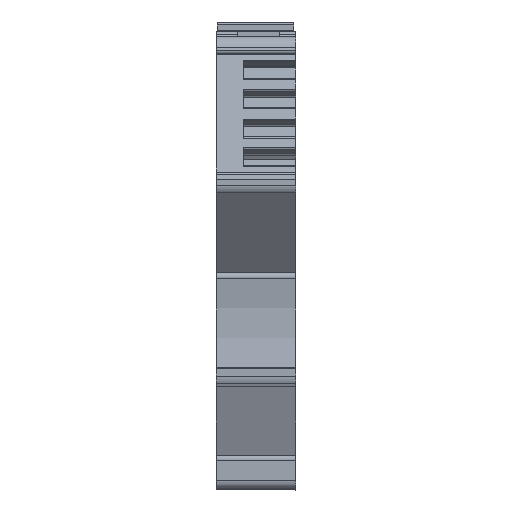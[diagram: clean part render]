
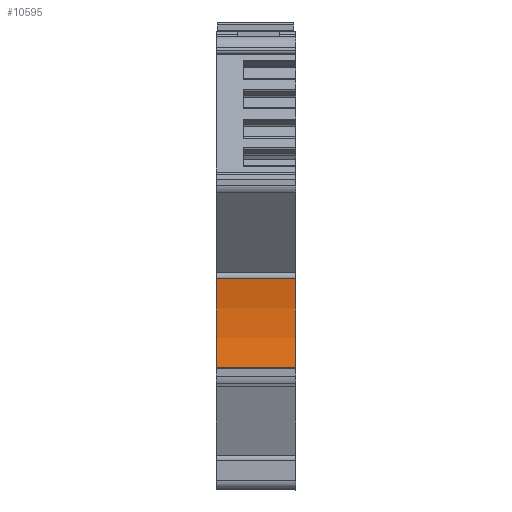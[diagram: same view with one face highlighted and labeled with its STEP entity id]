
A CAD part, front view. The second image highlights one B-rep face of the part: STEP entity #10595.
In plain terms, the highlighted cylindrical face has radius 20 mm (diameter 40 mm), a partial arc.
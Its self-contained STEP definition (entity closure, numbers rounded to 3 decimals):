
#5083=AXIS2_PLACEMENT_3D('Circle Axis2P3D',#5081,#5082,$) ;
#10575=AXIS2_PLACEMENT_3D('Cylinder Axis2P3D',#10572,#10573,#10574) ;
#10579=AXIS2_PLACEMENT_3D('Circle Axis2P3D',#10577,#10578,$) ;
#5078=CARTESIAN_POINT('Vertex',(0.,1.62,12.482)) ;
#5081=CARTESIAN_POINT('Axis2P3D Location',(0.,-17.665,17.782)) ;
#5085=CARTESIAN_POINT('Vertex',(0.,1.973,21.571)) ;
#10557=CARTESIAN_POINT('Vertex',(8.1,1.62,12.482)) ;
#10560=CARTESIAN_POINT('Line Origine',(4.05,1.62,12.482)) ;
#10572=CARTESIAN_POINT('Axis2P3D Location',(4.05,-17.665,17.782)) ;
#10577=CARTESIAN_POINT('Axis2P3D Location',(8.1,-17.665,17.782)) ;
#10581=CARTESIAN_POINT('Vertex',(8.1,1.973,21.571)) ;
#10584=CARTESIAN_POINT('Line Origine',(4.05,1.973,21.571)) ;
#5082=DIRECTION('Axis2P3D Direction',(-1.,0.,0.)) ;
#10561=DIRECTION('Vector Direction',(-1.,0.,0.)) ;
#10573=DIRECTION('Axis2P3D Direction',(-1.,0.,0.)) ;
#10574=DIRECTION('Axis2P3D XDirection',(0.,0.982,0.189)) ;
#10578=DIRECTION('Axis2P3D Direction',(-1.,0.,0.)) ;
#10585=DIRECTION('Vector Direction',(-1.,0.,0.)) ;
#10562=VECTOR('Line Direction',#10561,1.) ;
#10586=VECTOR('Line Direction',#10585,1.) ;
#10590=ORIENTED_EDGE('',*,*,#10564,.F.) ;
#10591=ORIENTED_EDGE('',*,*,#10583,.T.) ;
#10592=ORIENTED_EDGE('',*,*,#10588,.T.) ;
#10593=ORIENTED_EDGE('',*,*,#5087,.F.) ;
#10595=ADVANCED_FACE('KLTR ZTL6.1\\K\X2\00F6\X0\rper.2 ( *SOL1 - wsp *MASTER -  )',(#10594),#10576,.F.) ;
#5084=CIRCLE('generated circle',#5083,20.) ;
#10580=CIRCLE('generated circle',#10579,20.) ;
#10576=CYLINDRICAL_SURFACE('generated cylinder',#10575,20.) ;
#5087=EDGE_CURVE('',#5079,#5086,#5084,.F.) ;
#10564=EDGE_CURVE('',#10558,#5079,#10563,.T.) ;
#10583=EDGE_CURVE('',#10558,#10582,#10580,.F.) ;
#10588=EDGE_CURVE('',#10582,#5086,#10587,.T.) ;
#10589=EDGE_LOOP('',(#10590,#10591,#10592,#10593)) ;
#10594=FACE_OUTER_BOUND('',#10589,.T.) ;
#10563=LINE('Line',#10560,#10562) ;
#10587=LINE('Line',#10584,#10586) ;
#5079=VERTEX_POINT('',#5078) ;
#5086=VERTEX_POINT('',#5085) ;
#10558=VERTEX_POINT('',#10557) ;
#10582=VERTEX_POINT('',#10581) ;
